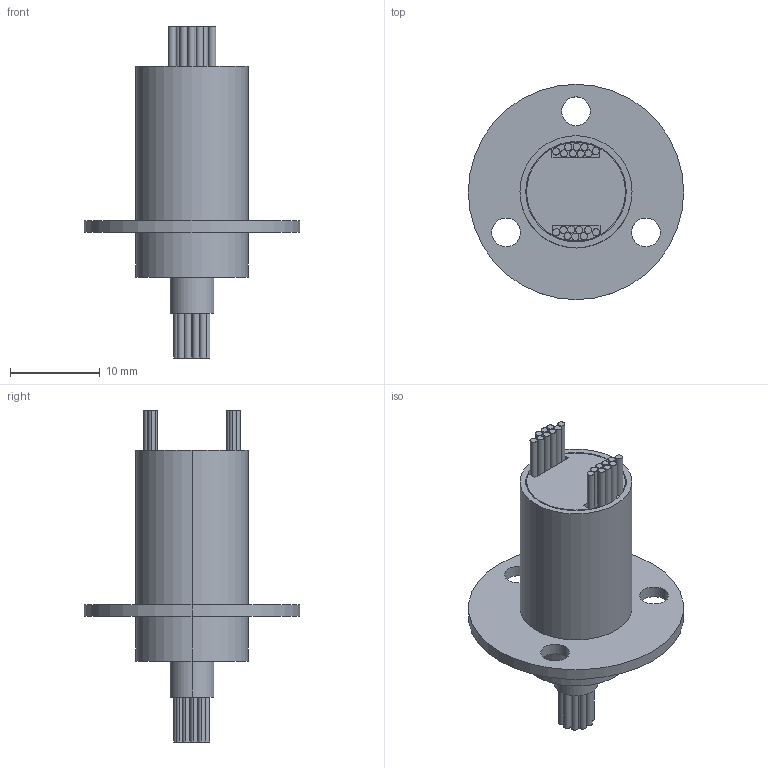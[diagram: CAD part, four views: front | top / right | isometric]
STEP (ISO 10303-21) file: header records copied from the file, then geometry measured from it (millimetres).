
FILE_DESCRIPTION (( 'STEP AP203' ), '1' );
FILE_NAME ('MMC235.STEP', '2020-07-10T07:28:49', ( '微软用户' ), ( '微软中国' ), 'SwSTEP 2.0', 'SolidWorks 2014', '' );
FILE_SCHEMA (( 'CONFIG_CONTROL_DESIGN' ));
Length unit declared in the file: millimetre
Products named in the file (1): MMC235
Bounding box: 24 x 24 x 37 mm (x, y, z)
Volume: 3431.9 mm3; surface area: 2540.6 mm2
Topology: 1 solids, 1 shells, 150 faces, 312 edges, 208 vertices
Faces by surface type: cylinder 96, plane 54
Entity records: 4181 total; most frequent: DIRECTION 810, CARTESIAN_POINT 671, ORIENTED_EDGE 624, AXIS2_PLACEMENT_3D 347, EDGE_CURVE 312, VERTEX_POINT 208, EDGE_LOOP 200, CIRCLE 196
